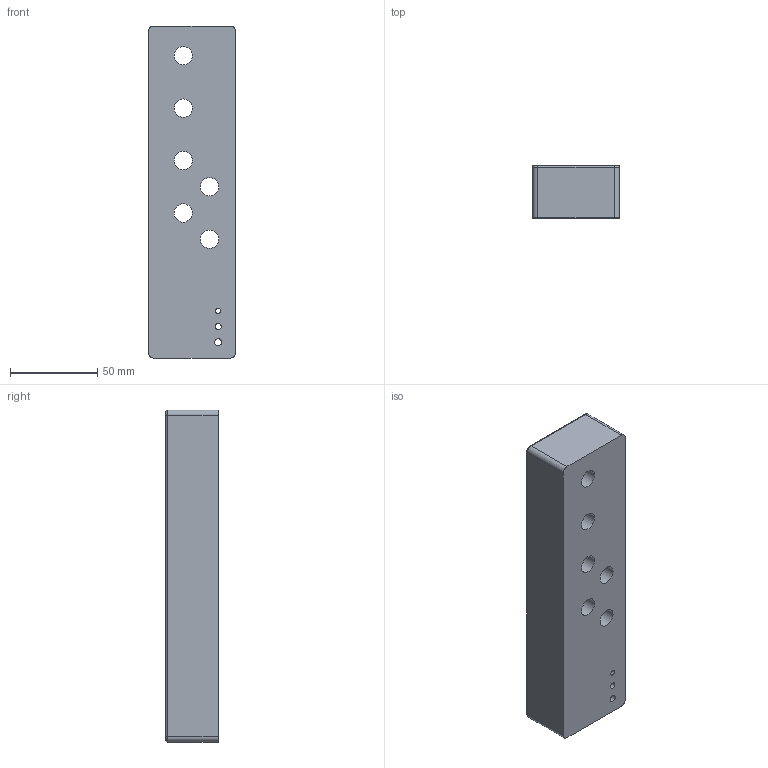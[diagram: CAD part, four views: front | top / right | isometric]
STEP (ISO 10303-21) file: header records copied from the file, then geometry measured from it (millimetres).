
FILE_DESCRIPTION(/* description */ (''),/* implementation_level */ '2;1');
FILE_NAME(/* name */ 'ToolBox_v2.stp',/* time_stamp */ '2025-02-01T01:11:15+03:00',/* author */ ('Makusimu'),/* organization */ (''),/* preprocessor_version */ 'ST-DEVELOPER v20',/* originating_system */ 'Autodesk Inventor 2025',/* authorisation */ '');
FILE_SCHEMA (('AUTOMOTIVE_DESIGN { 1 0 10303 214 3 1 1 }'));
Length unit declared in the file: millimetre
Products named in the file (1): ToolBox
Bounding box: 50 x 30 x 190 mm (x, y, z)
Volume: 227372.4 mm3; surface area: 50057.4 mm2
Topology: 1 solids, 1 shells, 112 faces, 287 edges, 206 vertices
Faces by surface type: cylinder 48, plane 46, torus 18
Full cylindrical faces by diameter (mm): 3 x2, 3.5 x1, 4 x1, 10.5 x6, 21.9 x1, 28 x1
Entity records: 3410 total; most frequent: DIRECTION 612, CARTESIAN_POINT 583, ORIENTED_EDGE 528, EDGE_CURVE 264, AXIS2_PLACEMENT_3D 231, VERTEX_POINT 164, LINE 150, VECTOR 150
